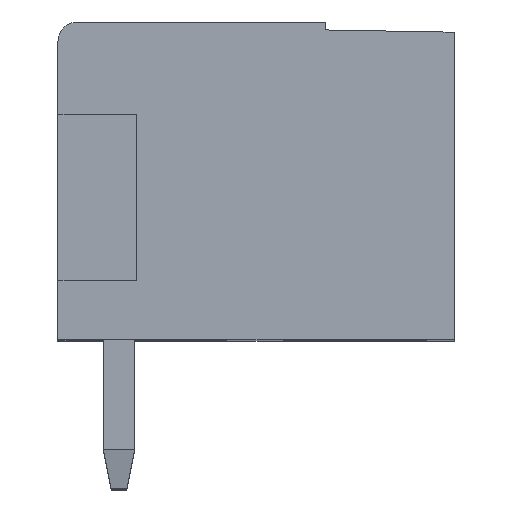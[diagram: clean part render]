
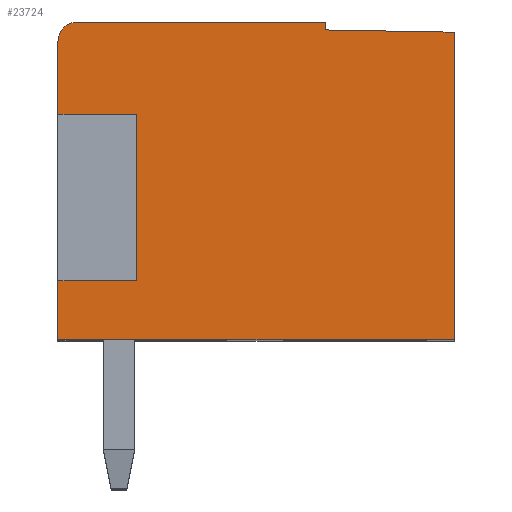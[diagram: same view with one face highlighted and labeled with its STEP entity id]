
A CAD part, top view. The second image highlights one B-rep face of the part: STEP entity #23724.
In plain terms, the highlighted planar face has unit normal (0, 0, 1).
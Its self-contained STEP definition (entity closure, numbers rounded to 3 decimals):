
#229=DIRECTION('',(-1.,0.,0.));
#230=VECTOR('',#229,6.326);
#231=CARTESIAN_POINT('',(-13.889,8.199,168.212));
#232=LINE('',#231,#230);
#8482=DIRECTION('',(0.,-1.,0.));
#8483=VECTOR('',#8482,7.84);
#8484=CARTESIAN_POINT('',(-10.615,7.94,168.212));
#8485=LINE('',#8484,#8483);
#8486=DIRECTION('',(-1.,0.,0.));
#8487=VECTOR('',#8486,10.1);
#8488=CARTESIAN_POINT('',(-10.615,0.099,
168.212));
#8489=LINE('',#8488,#8487);
#8490=DIRECTION('',(0.,1.,0.));
#8491=VECTOR('',#8490,1.5);
#8492=CARTESIAN_POINT('',(-20.715,0.099,
168.212));
#8493=LINE('',#8492,#8491);
#8494=DIRECTION('',(1.,0.,0.));
#8495=VECTOR('',#8494,2.);
#8496=CARTESIAN_POINT('',(-20.715,1.599,168.212));
#8497=LINE('',#8496,#8495);
#8498=DIRECTION('',(0.,1.,0.));
#8499=VECTOR('',#8498,1.85);
#8500=CARTESIAN_POINT('',(-20.715,5.849,168.212));
#8501=LINE('',#8500,#8499);
#8502=CARTESIAN_POINT('',(-20.215,7.699,168.212));
#8503=DIRECTION('',(0.,0.,-1.));
#8504=DIRECTION('',(-1.,0.,0.));
#8505=AXIS2_PLACEMENT_3D('',#8502,#8503,#8504);
#8507=DIRECTION('',(0.,-1.,0.));
#8508=VECTOR('',#8507,0.202);
#8509=CARTESIAN_POINT('',(-13.889,8.199,168.212));
#8510=LINE('',#8509,#8508);
#8511=DIRECTION('',(1.,-0.017,0.));
#8512=VECTOR('',#8511,3.274);
#8513=CARTESIAN_POINT('',(-13.889,7.997,168.212));
#8514=LINE('',#8513,#8512);
#8543=DIRECTION('',(1.,0.,0.));
#8544=VECTOR('',#8543,2.);
#8545=CARTESIAN_POINT('',(-20.715,5.849,168.212));
#8546=LINE('',#8545,#8544);
#8551=DIRECTION('',(0.,-1.,0.));
#8552=VECTOR('',#8551,4.25);
#8553=CARTESIAN_POINT('',(-18.715,5.849,168.212));
#8554=LINE('',#8553,#8552);
#8555=CARTESIAN_POINT('',(-10.615,7.94,168.212));
#8556=CARTESIAN_POINT('',(-10.615,0.099,
168.212));
#8557=VERTEX_POINT('',#8555);
#8558=VERTEX_POINT('',#8556);
#8791=CARTESIAN_POINT('',(-20.715,5.849,168.212));
#8792=CARTESIAN_POINT('',(-20.715,7.699,168.212));
#8793=VERTEX_POINT('',#8791);
#8794=VERTEX_POINT('',#8792);
#8799=CARTESIAN_POINT('',(-20.715,1.599,168.212));
#8800=VERTEX_POINT('',#8799);
#8801=CARTESIAN_POINT('',(-20.715,0.099,
168.212));
#8802=VERTEX_POINT('',#8801);
#8831=CARTESIAN_POINT('',(-20.215,8.199,168.212));
#8832=VERTEX_POINT('',#8831);
#8833=CARTESIAN_POINT('',(-13.889,8.199,168.212));
#8834=VERTEX_POINT('',#8833);
#8835=CARTESIAN_POINT('',(-13.889,7.997,168.212));
#8836=VERTEX_POINT('',#8835);
#8837=CARTESIAN_POINT('',(-18.715,1.599,168.212));
#8838=VERTEX_POINT('',#8837);
#8839=CARTESIAN_POINT('',(-18.715,5.849,168.212));
#8840=VERTEX_POINT('',#8839);
#23703=CARTESIAN_POINT('',(-10.615,0.099,
168.212));
#23704=DIRECTION('',(0.,0.,-1.));
#23705=DIRECTION('',(0.,1.,0.));
#23706=AXIS2_PLACEMENT_3D('',#23703,#23704,#23705);
#23707=PLANE('',#23706);
#23708=ORIENTED_EDGE('',*,*,#11201,.T.);
#23709=ORIENTED_EDGE('',*,*,#12274,.T.);
#23710=ORIENTED_EDGE('',*,*,#11486,.T.);
#23712=ORIENTED_EDGE('',*,*,#23711,.T.);
#23714=ORIENTED_EDGE('',*,*,#23713,.F.);
#23716=ORIENTED_EDGE('',*,*,#23715,.F.);
#23717=ORIENTED_EDGE('',*,*,#11478,.T.);
#23718=ORIENTED_EDGE('',*,*,#11443,.T.);
#23719=ORIENTED_EDGE('',*,*,#11428,.F.);
#23720=ORIENTED_EDGE('',*,*,#11413,.T.);
#23721=ORIENTED_EDGE('',*,*,#11398,.T.);
#23722=EDGE_LOOP('',(#23708,#23709,#23710,#23712,#23714,#23716,#23717,#23718,
#23719,#23720,#23721));
#23723=FACE_OUTER_BOUND('',#23722,.F.);
#8506=CIRCLE('',#8505,0.5);
#11201=EDGE_CURVE('',#8557,#8558,#8485,.T.);
#11398=EDGE_CURVE('',#8836,#8557,#8514,.T.);
#11413=EDGE_CURVE('',#8834,#8836,#8510,.T.);
#11428=EDGE_CURVE('',#8834,#8832,#232,.T.);
#11443=EDGE_CURVE('',#8794,#8832,#8506,.T.);
#11478=EDGE_CURVE('',#8793,#8794,#8501,.T.);
#11486=EDGE_CURVE('',#8802,#8800,#8493,.T.);
#12274=EDGE_CURVE('',#8558,#8802,#8489,.T.);
#23711=EDGE_CURVE('',#8800,#8838,#8497,.T.);
#23713=EDGE_CURVE('',#8840,#8838,#8554,.T.);
#23715=EDGE_CURVE('',#8793,#8840,#8546,.T.);
#23724=ADVANCED_FACE('',(#23723),#23707,.F.);
